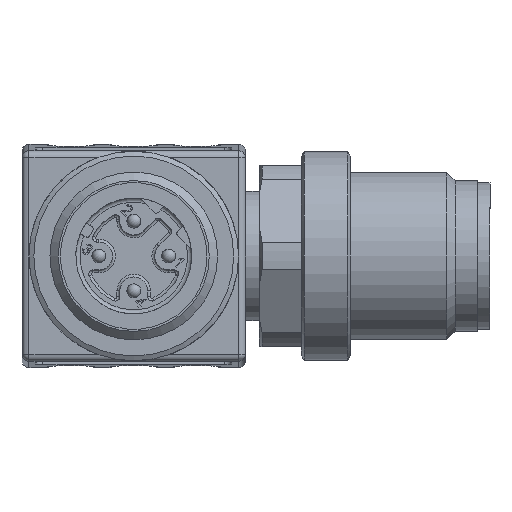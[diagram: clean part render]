
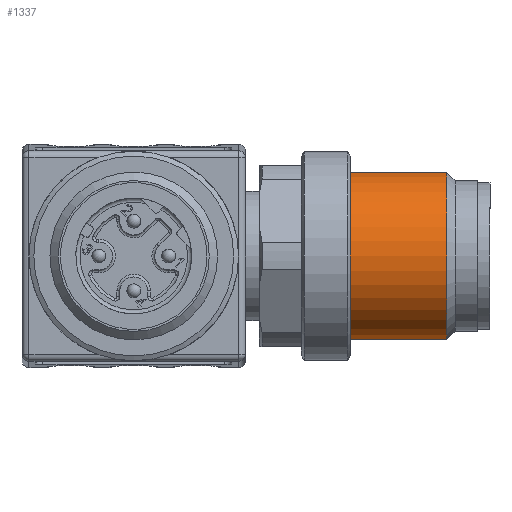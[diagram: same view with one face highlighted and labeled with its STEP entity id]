
A CAD part, left-side view. The second image highlights one B-rep face of the part: STEP entity #1337.
In plain terms, the highlighted cylindrical face has radius 6 mm (diameter 12 mm), a full revolution.
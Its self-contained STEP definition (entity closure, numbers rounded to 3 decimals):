
#1337=ADVANCED_FACE('',(#3220,#3221),#1895,.T.);
#1895=CYLINDRICAL_SURFACE('',#9218,6.);
#3220=FACE_BOUND('',#3360,.T.);
#3221=FACE_BOUND('',#3361,.T.);
#3360=EDGE_LOOP('',(#4015));
#3361=EDGE_LOOP('',(#4016));
#4015=ORIENTED_EDGE('',*,*,#7481,.F.);
#4016=ORIENTED_EDGE('',*,*,#7482,.T.);
#6641=VERTEX_POINT('',#12415);
#6642=VERTEX_POINT('',#12418);
#7481=EDGE_CURVE('',#6641,#6641,#8791,.T.);
#7482=EDGE_CURVE('',#6642,#6642,#8792,.T.);
#8791=CIRCLE('',#9215,6.);
#8792=CIRCLE('',#9217,6.);
#9215=AXIS2_PLACEMENT_3D('',#12414,#10100,#10101);
#9217=AXIS2_PLACEMENT_3D('',#12417,#10104,#10105);
#9218=AXIS2_PLACEMENT_3D('',#12419,#10106,#10107);
#10100=DIRECTION('',(0.,-1.,0.));
#10101=DIRECTION('',(0.5,0.,-0.866));
#10104=DIRECTION('',(0.,-1.,0.));
#10105=DIRECTION('',(0.866,0.,-0.5));
#10106=DIRECTION('',(0.,-1.,0.));
#10107=DIRECTION('',(0.5,0.,-0.866));
#12414=CARTESIAN_POINT('',(177.101,-22.4,0.));
#12415=CARTESIAN_POINT('',(180.101,-22.4,-5.196));
#12417=CARTESIAN_POINT('',(177.101,-15.5,0.));
#12418=CARTESIAN_POINT('',(182.297,-15.5,-3.));
#12419=CARTESIAN_POINT('',(177.101,-24.5,0.));
